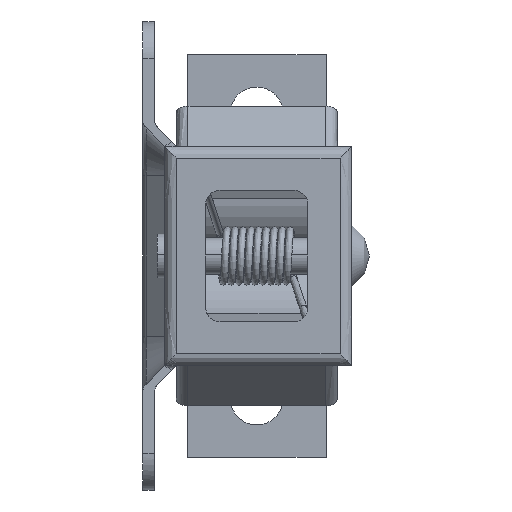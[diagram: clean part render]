
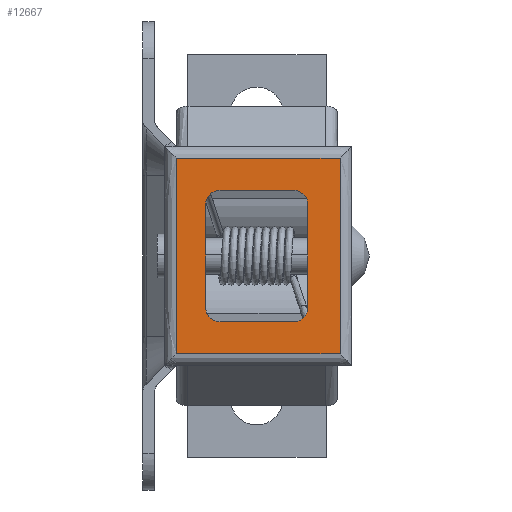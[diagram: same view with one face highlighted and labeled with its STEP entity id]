
A CAD part, left-side view. The second image highlights one B-rep face of the part: STEP entity #12667.
In plain terms, the highlighted free-form (B-spline) face has degree [1, 1] with [2, 2] control points.
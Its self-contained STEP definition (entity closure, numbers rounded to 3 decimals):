
#10086=CARTESIAN_POINT('',(0.,5.5,6.7));
#10087=VERTEX_POINT('',#10086);
#10101=CARTESIAN_POINT('',(0.,-5.7,6.7));
#10102=VERTEX_POINT('',#10101);
#10103=CARTESIAN_POINT('',(0.,-5.7,6.7));
#10104=CARTESIAN_POINT('',(0.,5.5,6.7));
#10105=QUASI_UNIFORM_CURVE('',1,(#10103,#10104),.UNSPECIFIED.,.F.,.U.);
#10106=EDGE_CURVE('',#10102,#10087,#10105,.T.);
#10161=CARTESIAN_POINT('',(0.,-5.7,-6.7));
#10162=VERTEX_POINT('',#10161);
#10180=CARTESIAN_POINT('',(0.,5.5,-6.7));
#10181=VERTEX_POINT('',#10180);
#10182=CARTESIAN_POINT('',(0.,5.5,-6.7));
#10183=CARTESIAN_POINT('',(0.,-5.7,-6.7));
#10184=QUASI_UNIFORM_CURVE('',1,(#10182,#10183),.UNSPECIFIED.,.F.,.U.);
#10185=EDGE_CURVE('',#10181,#10162,#10184,.T.);
#10254=CARTESIAN_POINT('',(0.0,-2.5,-4.5));
#10255=VERTEX_POINT('',#10254);
#10261=CARTESIAN_POINT('',(0.0,-3.5,-3.5));
#10262=VERTEX_POINT('',#10261);
#10263=CARTESIAN_POINT('',(0.0,-2.5,-4.5));
#10264=CARTESIAN_POINT('',(0.0,-3.5,-4.5));
#10265=CARTESIAN_POINT('',(0.0,-3.5,-3.5));
#10273=(BOUNDED_CURVE()B_SPLINE_CURVE(2,(#10263,#10264,#10265),.UNSPECIFIED.,.F.,.U.)CURVE()GEOMETRIC_REPRESENTATION_ITEM()QUASI_UNIFORM_CURVE()RATIONAL_B_SPLINE_CURVE((1.0,0.707,1.0))REPRESENTATION_ITEM(''));
#10274=EDGE_CURVE('',#10255,#10262,#10273,.T.);
#10306=CARTESIAN_POINT('',(0.0,2.5,-4.5));
#10307=VERTEX_POINT('',#10306);
#10313=CARTESIAN_POINT('',(0.0,2.5,-4.5));
#10314=CARTESIAN_POINT('',(0.0,-2.5,-4.5));
#10315=QUASI_UNIFORM_CURVE('',1,(#10313,#10314),.UNSPECIFIED.,.F.,.U.);
#10316=EDGE_CURVE('',#10307,#10255,#10315,.T.);
#10343=CARTESIAN_POINT('',(0.0,3.5,-3.5));
#10344=VERTEX_POINT('',#10343);
#10350=CARTESIAN_POINT('',(0.0,3.5,-3.5));
#10351=CARTESIAN_POINT('',(0.0,3.5,-3.914));
#10352=CARTESIAN_POINT('',(0.0,3.207,-4.207));
#10353=CARTESIAN_POINT('',(0.0,2.914,-4.5));
#10354=CARTESIAN_POINT('',(0.0,2.5,-4.5));
#10362=(BOUNDED_CURVE()B_SPLINE_CURVE(2,(#10350,#10351,#10352,#10353,#10354),.UNSPECIFIED.,.F.,.U.)B_SPLINE_CURVE_WITH_KNOTS((3,2,3),(0.0,0.5,1.0),.UNSPECIFIED.)CURVE()GEOMETRIC_REPRESENTATION_ITEM()RATIONAL_B_SPLINE_CURVE((1.0,0.924,1.0,0.924,1.0))REPRESENTATION_ITEM(''));
#10363=EDGE_CURVE('',#10344,#10307,#10362,.T.);
#10391=CARTESIAN_POINT('',(0.0,3.5,3.5));
#10392=VERTEX_POINT('',#10391);
#10398=CARTESIAN_POINT('',(0.0,3.5,3.5));
#10399=CARTESIAN_POINT('',(0.0,3.5,-3.5));
#10400=QUASI_UNIFORM_CURVE('',1,(#10398,#10399),.UNSPECIFIED.,.F.,.U.);
#10401=EDGE_CURVE('',#10392,#10344,#10400,.T.);
#10428=CARTESIAN_POINT('',(0.0,2.5,4.5));
#10429=VERTEX_POINT('',#10428);
#10435=CARTESIAN_POINT('',(0.0,2.5,4.5));
#10436=CARTESIAN_POINT('',(0.0,2.914,4.5));
#10437=CARTESIAN_POINT('',(0.0,3.207,4.207));
#10438=CARTESIAN_POINT('',(0.0,3.5,3.914));
#10439=CARTESIAN_POINT('',(0.0,3.5,3.5));
#10447=(BOUNDED_CURVE()B_SPLINE_CURVE(2,(#10435,#10436,#10437,#10438,#10439),.UNSPECIFIED.,.F.,.U.)B_SPLINE_CURVE_WITH_KNOTS((3,2,3),(0.0,0.5,1.0),.UNSPECIFIED.)CURVE()GEOMETRIC_REPRESENTATION_ITEM()RATIONAL_B_SPLINE_CURVE((1.0,0.924,1.0,0.924,1.0))REPRESENTATION_ITEM(''));
#10448=EDGE_CURVE('',#10429,#10392,#10447,.T.);
#10476=CARTESIAN_POINT('',(0.0,-2.5,4.5));
#10477=VERTEX_POINT('',#10476);
#10483=CARTESIAN_POINT('',(0.0,-2.5,4.5));
#10484=CARTESIAN_POINT('',(0.0,2.5,4.5));
#10485=QUASI_UNIFORM_CURVE('',1,(#10483,#10484),.UNSPECIFIED.,.F.,.U.);
#10486=EDGE_CURVE('',#10477,#10429,#10485,.T.);
#10513=CARTESIAN_POINT('',(0.0,-3.5,3.5));
#10514=VERTEX_POINT('',#10513);
#10520=CARTESIAN_POINT('',(0.0,-3.5,3.5));
#10521=CARTESIAN_POINT('',(0.0,-3.5,3.914));
#10522=CARTESIAN_POINT('',(0.0,-3.207,4.207));
#10523=CARTESIAN_POINT('',(0.0,-2.914,4.5));
#10524=CARTESIAN_POINT('',(0.0,-2.5,4.5));
#10532=(BOUNDED_CURVE()B_SPLINE_CURVE(2,(#10520,#10521,#10522,#10523,#10524),.UNSPECIFIED.,.F.,.U.)B_SPLINE_CURVE_WITH_KNOTS((3,2,3),(0.0,0.5,1.0),.UNSPECIFIED.)CURVE()GEOMETRIC_REPRESENTATION_ITEM()RATIONAL_B_SPLINE_CURVE((1.0,0.924,1.0,0.924,1.0))REPRESENTATION_ITEM(''));
#10533=EDGE_CURVE('',#10514,#10477,#10532,.T.);
#10560=CARTESIAN_POINT('',(0.0,-3.5,-3.5));
#10561=CARTESIAN_POINT('',(0.0,-3.5,3.5));
#10562=QUASI_UNIFORM_CURVE('',1,(#10560,#10561),.UNSPECIFIED.,.F.,.U.);
#10563=EDGE_CURVE('',#10262,#10514,#10562,.T.);
#12357=CARTESIAN_POINT('',(0.,-5.7,-6.7));
#12358=CARTESIAN_POINT('',(0.,-5.7,6.7));
#12359=QUASI_UNIFORM_CURVE('',1,(#12357,#12358),.UNSPECIFIED.,.F.,.U.);
#12360=EDGE_CURVE('',#10162,#10102,#12359,.T.);
#12392=CARTESIAN_POINT('',(0.,5.5,6.7));
#12393=CARTESIAN_POINT('',(0.,5.5,-6.7));
#12394=QUASI_UNIFORM_CURVE('',1,(#12392,#12393),.UNSPECIFIED.,.F.,.U.);
#12395=EDGE_CURVE('',#10087,#10181,#12394,.T.);
#12646=CARTESIAN_POINT('',(0.,-6.259,-7.369));
#12647=CARTESIAN_POINT('',(0.,6.059,-7.369));
#12648=CARTESIAN_POINT('',(0.,-6.259,7.369));
#12649=CARTESIAN_POINT('',(0.,6.059,7.369));
#12650=B_SPLINE_SURFACE_WITH_KNOTS('',1,1,((#12646,#12648),(#12647,#12649)),.UNSPECIFIED.,.F.,.F.,.U.,(2,2),(2,2),(0.0,12.319),(0.0,14.739),.UNSPECIFIED.);
#12651=ORIENTED_EDGE('',*,*,#12395,.T.);
#12652=ORIENTED_EDGE('',*,*,#10185,.T.);
#12653=ORIENTED_EDGE('',*,*,#12360,.T.);
#12654=ORIENTED_EDGE('',*,*,#10106,.T.);
#12655=EDGE_LOOP('',(#12651,#12652,#12653,#12654));
#12656=FACE_OUTER_BOUND('',#12655,.T.);
#12657=ORIENTED_EDGE('',*,*,#10533,.F.);
#12658=ORIENTED_EDGE('',*,*,#10563,.F.);
#12659=ORIENTED_EDGE('',*,*,#10274,.F.);
#12660=ORIENTED_EDGE('',*,*,#10316,.F.);
#12661=ORIENTED_EDGE('',*,*,#10363,.F.);
#12662=ORIENTED_EDGE('',*,*,#10401,.F.);
#12663=ORIENTED_EDGE('',*,*,#10448,.F.);
#12664=ORIENTED_EDGE('',*,*,#10486,.F.);
#12665=EDGE_LOOP('',(#12657,#12658,#12659,#12660,#12661,#12662,#12663,#12664));
#12666=FACE_BOUND('',#12665,.T.);
#12667=ADVANCED_FACE('',(#12656,#12666),#12650,.F.);
